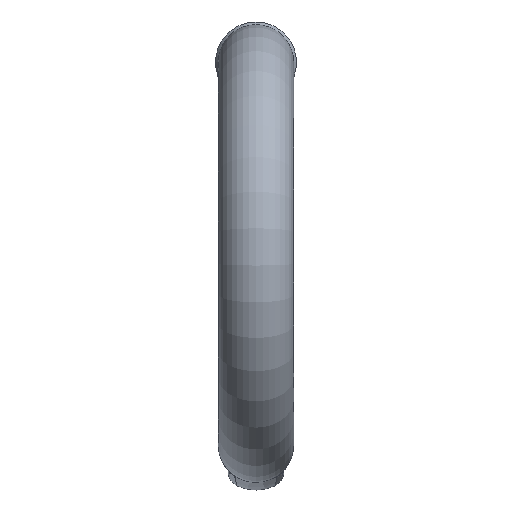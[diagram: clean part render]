
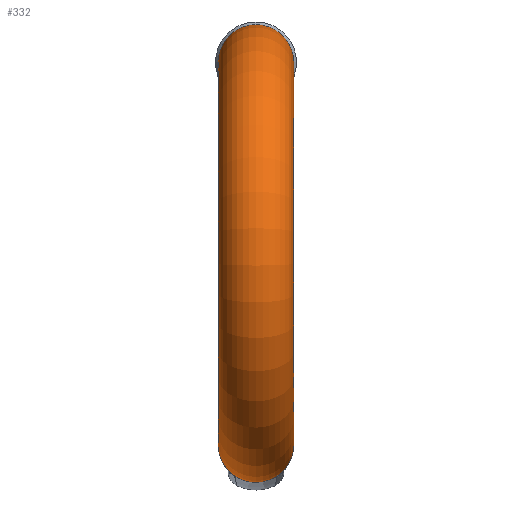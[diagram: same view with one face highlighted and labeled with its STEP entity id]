
A CAD part, top view. The second image highlights one B-rep face of the part: STEP entity #332.
In plain terms, the highlighted toroidal (fillet/blend) face has major radius 68.5 mm and minor radius 13.5 mm.
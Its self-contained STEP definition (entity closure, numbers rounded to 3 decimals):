
#81=TOROIDAL_SURFACE('',#3113,68.5,13.5);
#295=CIRCLE('',#3098,13.5);
#297=CIRCLE('',#3106,13.5);
#332=ADVANCED_FACE('',(#606,#607),#81,.T.);
#606=FACE_BOUND('',#649,.T.);
#607=FACE_BOUND('',#650,.T.);
#649=EDGE_LOOP('',(#1270));
#650=EDGE_LOOP('',(#1271));
#1270=ORIENTED_EDGE('',*,*,#2419,.T.);
#1271=ORIENTED_EDGE('',*,*,#2385,.F.);
#2089=VERTEX_POINT('',#4476);
#2116=VERTEX_POINT('',#5797);
#2385=EDGE_CURVE('',#2089,#2089,#295,.T.);
#2419=EDGE_CURVE('',#2116,#2116,#297,.T.);
#3098=AXIS2_PLACEMENT_3D('',#4475,#3309,#3310);
#3106=AXIS2_PLACEMENT_3D('',#5796,#3325,#3326);
#3113=AXIS2_PLACEMENT_3D('',#5807,#3339,#3340);
#3309=DIRECTION('',(0.,0.,-1.));
#3310=DIRECTION('',(0.,1.,0.));
#3325=DIRECTION('',(0.,0.,1.));
#3326=DIRECTION('',(0.,1.,0.));
#3339=DIRECTION('',(1.,0.,0.));
#3340=DIRECTION('',(0.,0.,-1.));
#4475=CARTESIAN_POINT('',(0.,-68.5,40.));
#4476=CARTESIAN_POINT('',(0.,-55.,40.));
#5796=CARTESIAN_POINT('',(0.,68.5,40.));
#5797=CARTESIAN_POINT('',(0.,82.,40.));
#5807=CARTESIAN_POINT('',(0.,0.,40.));
